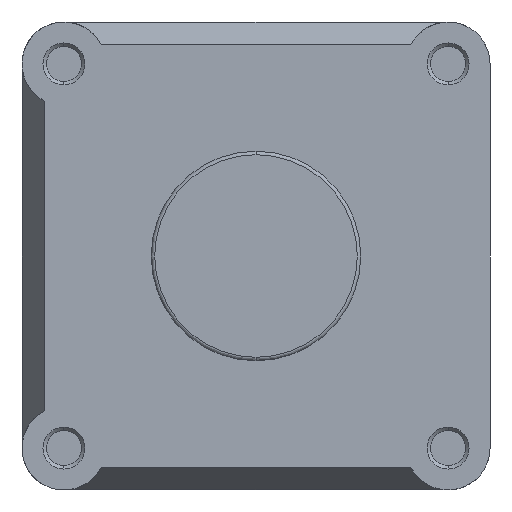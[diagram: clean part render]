
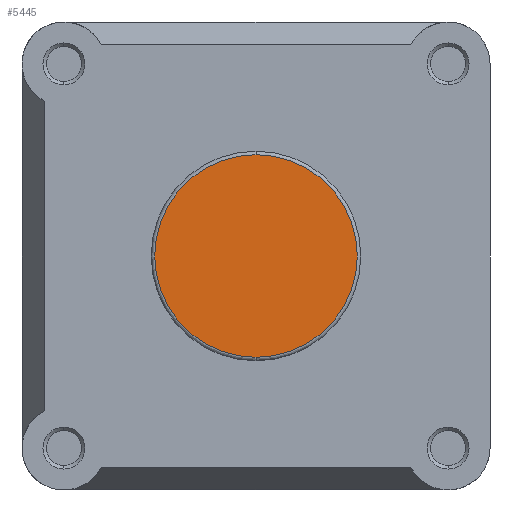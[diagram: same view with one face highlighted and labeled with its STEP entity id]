
A CAD part, left-side view. The second image highlights one B-rep face of the part: STEP entity #5445.
In plain terms, the highlighted planar face has unit normal (-1, 0, 0).
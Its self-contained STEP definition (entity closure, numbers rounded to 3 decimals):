
#1821 = CARTESIAN_POINT ( 'NONE',  ( 0., 0., 0. ) ) ;
#1822 = DIRECTION ( 'NONE',  ( -1., 0., 0. ) ) ;
#1823 = DIRECTION ( 'NONE',  ( 0., 0., -1. ) ) ;
#2035 = CARTESIAN_POINT ( 'NONE',  ( 0., 0., 0. ) ) ;
#2042 = DIRECTION ( 'NONE',  ( -1., 0., 0. ) ) ;
#2043 = DIRECTION ( 'NONE',  ( 0., 0., -1. ) ) ;
#2396 = EDGE_CURVE ( 'NONE', #6015, #6069, #3127, .T. ) ;
#2480 = EDGE_CURVE ( 'NONE', #6069, #6015, #3244, .T. ) ;
#2563 = AXIS2_PLACEMENT_3D ( 'NONE', #1821, #1822, #1823 ) ;
#2603 = AXIS2_PLACEMENT_3D ( 'NONE', #2035, #2042, #2043 ) ;
#2749 = AXIS2_PLACEMENT_3D ( 'NONE', #4459, #4461, #4462 ) ;
#3127 = CIRCLE ( 'NONE', #2563, 29. ) ;
#3244 = CIRCLE ( 'NONE', #2603, 29. ) ;
#3530 = FACE_OUTER_BOUND ( 'NONE', #7584, .T. ) ;
#4459 = CARTESIAN_POINT ( 'NONE',  ( 0., 30., 0. ) ) ;
#4460 = PLANE ( 'NONE',  #2749 ) ;
#4461 = DIRECTION ( 'NONE',  ( 1., 0., 0. ) ) ;
#4462 = DIRECTION ( 'NONE',  ( 0., 0., -1. ) ) ;
#5154 = CARTESIAN_POINT ( 'NONE',  ( 0., 0., -29. ) ) ;
#5208 = CARTESIAN_POINT ( 'NONE',  ( 0., 0., 29. ) ) ;
#5445 = ADVANCED_FACE ( 'NONE', ( #3530 ), #4460, .F. ) ;
#6015 = VERTEX_POINT ( 'NONE', #5154 ) ;
#6069 = VERTEX_POINT ( 'NONE', #5208 ) ;
#6867 = ORIENTED_EDGE ( 'NONE', *, *, #2396, .T. ) ;
#6868 = ORIENTED_EDGE ( 'NONE', *, *, #2480, .T. ) ;
#7584 = EDGE_LOOP ( 'NONE', ( #6867, #6868 ) ) ;
